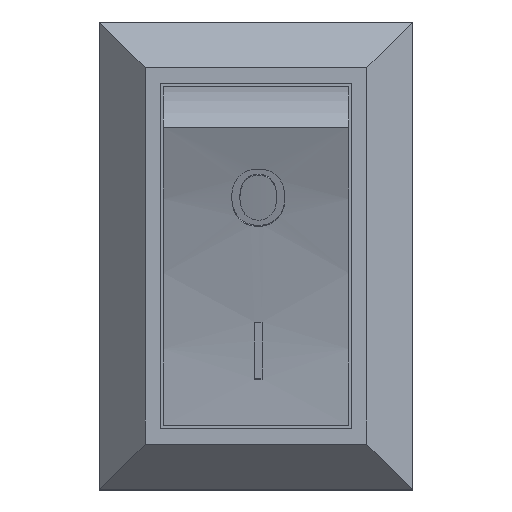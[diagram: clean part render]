
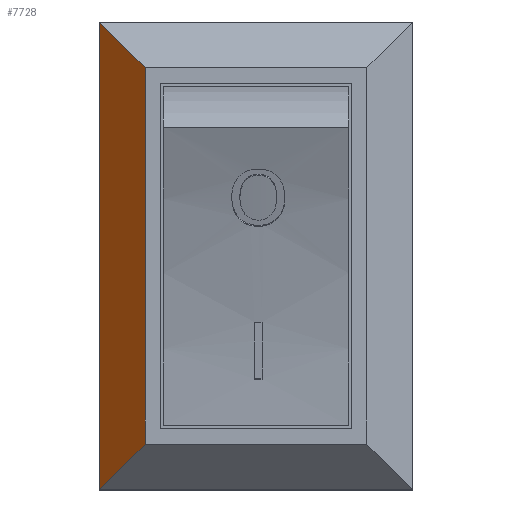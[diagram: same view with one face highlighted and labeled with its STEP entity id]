
A CAD part, top view. The second image highlights one B-rep face of the part: STEP entity #7728.
In plain terms, the highlighted planar face has unit normal (-0.707, 0, 0.707).
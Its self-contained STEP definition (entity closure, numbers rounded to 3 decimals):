
#5270 = PLANE('',#5271);
#5271 = AXIS2_PLACEMENT_3D('',#5272,#5273,#5274);
#5272 = CARTESIAN_POINT('',(-5.125,-7.65,8.3));
#5273 = DIRECTION('',(-1.,0.,0.));
#5274 = DIRECTION('',(0.,1.,0.));
#6521 = VERTEX_POINT('',#6522);
#6522 = CARTESIAN_POINT('',(-5.125,7.65,8.8));
#6559 = PLANE('',#6560);
#6560 = AXIS2_PLACEMENT_3D('',#6561,#6562,#6563);
#6561 = CARTESIAN_POINT('',(-5.125,6.9,9.55));
#6562 = DIRECTION('',(0.,-0.707,-0.707));
#6563 = DIRECTION('',(1.,0.,0.));
#6597 = VERTEX_POINT('',#6598);
#6598 = CARTESIAN_POINT('',(-5.125,-7.65,8.8));
#6619 = EDGE_CURVE('',#6597,#6521,#6620,.T.);
#6620 = SURFACE_CURVE('',#6621,(#6625,#6632),.PCURVE_S1.);
#6621 = LINE('',#6622,#6623);
#6622 = CARTESIAN_POINT('',(-5.125,-7.65,8.8));
#6623 = VECTOR('',#6624,1.);
#6624 = DIRECTION('',(0.,1.,0.));
#6625 = PCURVE('',#5270,#6626);
#6626 = DEFINITIONAL_REPRESENTATION('',(#6627),#6631);
#6627 = LINE('',#6628,#6629);
#6628 = CARTESIAN_POINT('',(0.,-0.5));
#6629 = VECTOR('',#6630,1.);
#6630 = DIRECTION('',(1.,0.));
#6631 = ( GEOMETRIC_REPRESENTATION_CONTEXT(2) 
PARAMETRIC_REPRESENTATION_CONTEXT() REPRESENTATION_CONTEXT('2D SPACE',''
  ) );
#6632 = PCURVE('',#6633,#6638);
#6633 = PLANE('',#6634);
#6634 = AXIS2_PLACEMENT_3D('',#6635,#6636,#6637);
#6635 = CARTESIAN_POINT('',(-4.375,-7.65,9.55));
#6636 = DIRECTION('',(0.707,0.,-0.707));
#6637 = DIRECTION('',(0.,1.,0.));
#6638 = DEFINITIONAL_REPRESENTATION('',(#6639),#6643);
#6639 = LINE('',#6640,#6641);
#6640 = CARTESIAN_POINT('',(0.,-1.061));
#6641 = VECTOR('',#6642,1.);
#6642 = DIRECTION('',(1.,0.));
#6643 = ( GEOMETRIC_REPRESENTATION_CONTEXT(2) 
PARAMETRIC_REPRESENTATION_CONTEXT() REPRESENTATION_CONTEXT('2D SPACE',''
  ) );
#6719 = PLANE('',#6720);
#6720 = AXIS2_PLACEMENT_3D('',#6721,#6722,#6723);
#6721 = CARTESIAN_POINT('',(5.125,-6.9,9.55));
#6722 = DIRECTION('',(0.,0.707,-0.707));
#6723 = DIRECTION('',(1.,0.,0.));
#7656 = EDGE_CURVE('',#6521,#7657,#7659,.T.);
#7657 = VERTEX_POINT('',#7658);
#7658 = CARTESIAN_POINT('',(-3.625,6.15,10.3));
#7659 = SURFACE_CURVE('',#7660,(#7664,#7671),.PCURVE_S1.);
#7660 = LINE('',#7661,#7662);
#7661 = CARTESIAN_POINT('',(-2.075,4.6,11.85));
#7662 = VECTOR('',#7663,1.);
#7663 = DIRECTION('',(0.577,-0.577,0.577));
#7664 = PCURVE('',#6559,#7665);
#7665 = DEFINITIONAL_REPRESENTATION('',(#7666),#7670);
#7666 = LINE('',#7667,#7668);
#7667 = CARTESIAN_POINT('',(3.05,3.253));
#7668 = VECTOR('',#7669,1.);
#7669 = DIRECTION('',(0.577,0.816));
#7670 = ( GEOMETRIC_REPRESENTATION_CONTEXT(2) 
PARAMETRIC_REPRESENTATION_CONTEXT() REPRESENTATION_CONTEXT('2D SPACE',''
  ) );
#7671 = PCURVE('',#6633,#7672);
#7672 = DEFINITIONAL_REPRESENTATION('',(#7673),#7677);
#7673 = LINE('',#7674,#7675);
#7674 = CARTESIAN_POINT('',(12.25,3.253));
#7675 = VECTOR('',#7676,1.);
#7676 = DIRECTION('',(-0.577,0.816));
#7677 = ( GEOMETRIC_REPRESENTATION_CONTEXT(2) 
PARAMETRIC_REPRESENTATION_CONTEXT() REPRESENTATION_CONTEXT('2D SPACE',''
  ) );
#7717 = PLANE('',#7718);
#7718 = AXIS2_PLACEMENT_3D('',#7719,#7720,#7721);
#7719 = CARTESIAN_POINT('',(0.,0.,10.3));
#7720 = DIRECTION('',(0.,0.,-1.));
#7721 = DIRECTION('',(0.,-1.,0.));
#7728 = ADVANCED_FACE('',(#7729),#6633,.F.);
#7729 = FACE_BOUND('',#7730,.F.);
#7730 = EDGE_LOOP('',(#7731,#7754,#7755,#7756));
#7731 = ORIENTED_EDGE('',*,*,#7732,.T.);
#7732 = EDGE_CURVE('',#7733,#6597,#7735,.T.);
#7733 = VERTEX_POINT('',#7734);
#7734 = CARTESIAN_POINT('',(-3.625,-6.15,10.3));
#7735 = SURFACE_CURVE('',#7736,(#7740,#7747),.PCURVE_S1.);
#7736 = LINE('',#7737,#7738);
#7737 = CARTESIAN_POINT('',(-2.917,-5.442,
    11.008));
#7738 = VECTOR('',#7739,1.);
#7739 = DIRECTION('',(-0.577,-0.577,-0.577));
#7740 = PCURVE('',#6633,#7741);
#7741 = DEFINITIONAL_REPRESENTATION('',(#7742),#7746);
#7742 = LINE('',#7743,#7744);
#7743 = CARTESIAN_POINT('',(2.208,2.062));
#7744 = VECTOR('',#7745,1.);
#7745 = DIRECTION('',(-0.577,-0.816));
#7746 = ( GEOMETRIC_REPRESENTATION_CONTEXT(2) 
PARAMETRIC_REPRESENTATION_CONTEXT() REPRESENTATION_CONTEXT('2D SPACE',''
  ) );
#7747 = PCURVE('',#6719,#7748);
#7748 = DEFINITIONAL_REPRESENTATION('',(#7749),#7753);
#7749 = LINE('',#7750,#7751);
#7750 = CARTESIAN_POINT('',(-8.042,-2.062));
#7751 = VECTOR('',#7752,1.);
#7752 = DIRECTION('',(-0.577,0.816));
#7753 = ( GEOMETRIC_REPRESENTATION_CONTEXT(2) 
PARAMETRIC_REPRESENTATION_CONTEXT() REPRESENTATION_CONTEXT('2D SPACE',''
  ) );
#7754 = ORIENTED_EDGE('',*,*,#6619,.T.);
#7755 = ORIENTED_EDGE('',*,*,#7656,.T.);
#7756 = ORIENTED_EDGE('',*,*,#7757,.F.);
#7757 = EDGE_CURVE('',#7733,#7657,#7758,.T.);
#7758 = SURFACE_CURVE('',#7759,(#7763,#7770),.PCURVE_S1.);
#7759 = LINE('',#7760,#7761);
#7760 = CARTESIAN_POINT('',(-3.625,-7.65,10.3));
#7761 = VECTOR('',#7762,1.);
#7762 = DIRECTION('',(0.,1.,0.));
#7763 = PCURVE('',#6633,#7764);
#7764 = DEFINITIONAL_REPRESENTATION('',(#7765),#7769);
#7765 = LINE('',#7766,#7767);
#7766 = CARTESIAN_POINT('',(0.,1.061));
#7767 = VECTOR('',#7768,1.);
#7768 = DIRECTION('',(1.,0.));
#7769 = ( GEOMETRIC_REPRESENTATION_CONTEXT(2) 
PARAMETRIC_REPRESENTATION_CONTEXT() REPRESENTATION_CONTEXT('2D SPACE',''
  ) );
#7770 = PCURVE('',#7717,#7771);
#7771 = DEFINITIONAL_REPRESENTATION('',(#7772),#7776);
#7772 = LINE('',#7773,#7774);
#7773 = CARTESIAN_POINT('',(7.65,3.625));
#7774 = VECTOR('',#7775,1.);
#7775 = DIRECTION('',(-1.,0.));
#7776 = ( GEOMETRIC_REPRESENTATION_CONTEXT(2) 
PARAMETRIC_REPRESENTATION_CONTEXT() REPRESENTATION_CONTEXT('2D SPACE',''
  ) );
